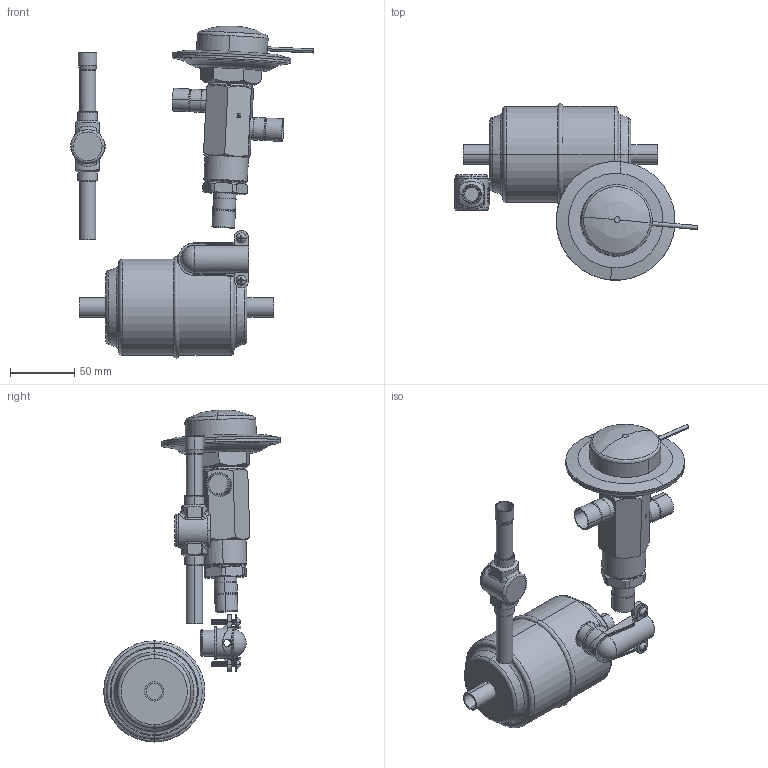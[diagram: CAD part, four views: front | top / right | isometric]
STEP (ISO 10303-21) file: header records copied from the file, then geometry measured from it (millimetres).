
FILE_DESCRIPTION (( 'STEP AP203' ), '1' );
FILE_NAME ('119-9079E.STEP', '2024-12-04T22:07:03', ( '' ), ( '' ), 'SwSTEP 2.0', 'SolidWorks 2022', '' );
FILE_SCHEMA (( 'CONFIG_CONTROL_DESIGN' ));
Length unit declared in the file: millimetre
Products named in the file (5): 119-9079E; 023Z5067; 014L0203; 7314505; 119-9416
Assembly tree (4 placements, depth 2):
  119-9079E
    014L0203
    023Z5067
    119-9416
    7314505
Bounding box: 189.43 x 137.98 x 259.23 mm (x, y, z)
Volume: 712844.7 mm3; surface area: 96083.9 mm2
Topology: 8 solids, 11 shells, 1494 faces, 3901 edges, 2512 vertices
Faces by surface type: plane 532, bspline 379, cone 274, cylinder 263, torus 42, sphere 4
Entity records: 55091 total; most frequent: CARTESIAN_POINT 20618, ORIENTED_EDGE 7782, DIRECTION 5899, EDGE_CURVE 3891, VERTEX_POINT 2512, AXIS2_PLACEMENT_3D 2081, VECTOR 1737, LINE 1737
